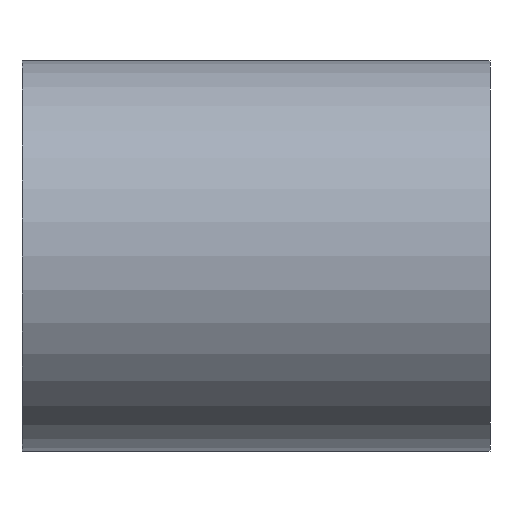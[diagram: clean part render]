
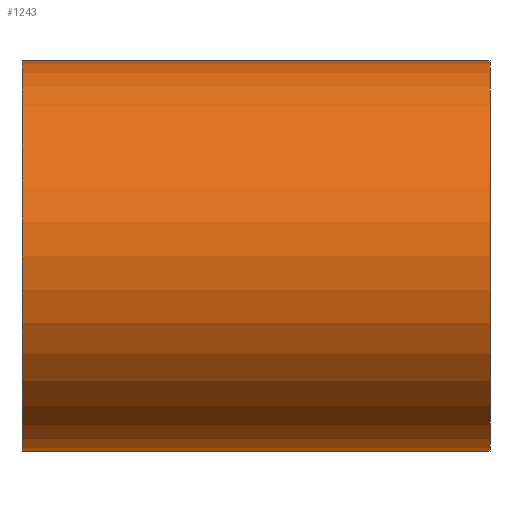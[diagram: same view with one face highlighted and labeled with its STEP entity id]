
A CAD part, left-side view. The second image highlights one B-rep face of the part: STEP entity #1243.
In plain terms, the highlighted cylindrical face has radius 1.981 mm (diameter 3.962 mm), a partial arc.
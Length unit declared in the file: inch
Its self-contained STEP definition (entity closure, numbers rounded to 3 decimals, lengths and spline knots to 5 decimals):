
#71 = ORIENTED_EDGE ( 'NONE', *, *, #72, .T. ) ;
#72 = EDGE_CURVE ( 'NONE', #185, #161, #514, .T. ) ;
#134 = EDGE_CURVE ( 'NONE', #185, #135, #640, .T. ) ;
#135 = VERTEX_POINT ( 'NONE', #632 ) ;
#142 = VERTEX_POINT ( 'NONE', #624 ) ;
#161 = VERTEX_POINT ( 'NONE', #688 ) ;
#163 = EDGE_CURVE ( 'NONE', #161, #142, #687, .T. ) ;
#185 = VERTEX_POINT ( 'NONE', #736 ) ;
#353 = ORIENTED_EDGE ( 'NONE', *, *, #163, .T. ) ;
#377 = ORIENTED_EDGE ( 'NONE', *, *, #378, .F. ) ;
#378 = EDGE_CURVE ( 'NONE', #135, #142, #1225, .T. ) ;
#510 = DIRECTION ( 'NONE',  ( 0., 0., -1. ) ) ;
#511 = DIRECTION ( 'NONE',  ( 0., -1., 0. ) ) ;
#512 = CARTESIAN_POINT ( 'NONE',  ( 0., 0.187, 0. ) ) ;
#513 = AXIS2_PLACEMENT_3D ( 'NONE', #512, #511, #510 ) ;
#514 = CIRCLE ( 'NONE', #513, 0.078 ) ;
#624 = CARTESIAN_POINT ( 'NONE',  ( 0., 0., -0.078 ) ) ;
#632 = CARTESIAN_POINT ( 'NONE',  ( 0., 0., 0.078 ) ) ;
#633 = DIRECTION ( 'NONE',  ( 0., -1., 0. ) ) ;
#634 = VECTOR ( 'NONE', #633, 39.37008 ) ;
#635 = CARTESIAN_POINT ( 'NONE',  ( 0., 0., 0.078 ) ) ;
#640 = LINE ( 'NONE', #635, #634 ) ;
#680 = DIRECTION ( 'NONE',  ( 0., -1., 0. ) ) ;
#681 = VECTOR ( 'NONE', #680, 39.37008 ) ;
#682 = CARTESIAN_POINT ( 'NONE',  ( 0., 0., -0.078 ) ) ;
#687 = LINE ( 'NONE', #682, #681 ) ;
#688 = CARTESIAN_POINT ( 'NONE',  ( 0., 0.187, -0.078 ) ) ;
#736 = CARTESIAN_POINT ( 'NONE',  ( 0., 0.187, 0.078 ) ) ;
#1193 = DIRECTION ( 'NONE',  ( 0., 0., -1. ) ) ;
#1194 = DIRECTION ( 'NONE',  ( 0., -1., 0. ) ) ;
#1195 = CARTESIAN_POINT ( 'NONE',  ( 0., 0., 0. ) ) ;
#1196 = AXIS2_PLACEMENT_3D ( 'NONE', #1195, #1194, #1193 ) ;
#1197 = CYLINDRICAL_SURFACE ( 'NONE', #1196, 0.078 ) ;
#1202 = FACE_OUTER_BOUND ( 'NONE', #1245, .T. ) ;
#1222 = DIRECTION ( 'NONE',  ( 0., 0., -1. ) ) ;
#1223 = DIRECTION ( 'NONE',  ( 0., -1., 0. ) ) ;
#1224 = AXIS2_PLACEMENT_3D ( 'NONE', #1229, #1223, #1222 ) ;
#1225 = CIRCLE ( 'NONE', #1224, 0.078 ) ;
#1229 = CARTESIAN_POINT ( 'NONE',  ( 0., 0., 0. ) ) ;
#1243 = ADVANCED_FACE ( 'NONE', ( #1202 ), #1197, .T. ) ;
#1245 = EDGE_LOOP ( 'NONE', ( #1246, #71, #353, #377 ) ) ;
#1246 = ORIENTED_EDGE ( 'NONE', *, *, #134, .F. ) ;
